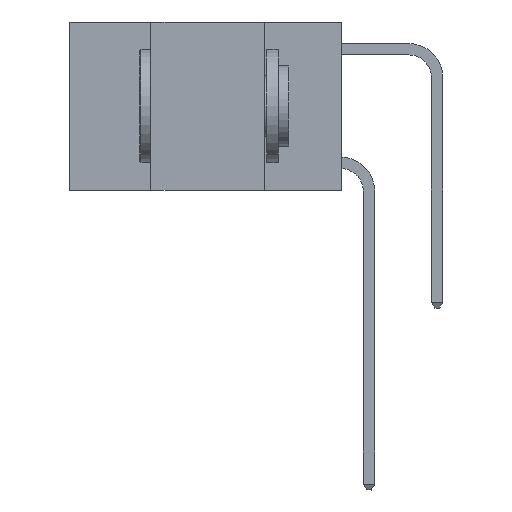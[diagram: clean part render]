
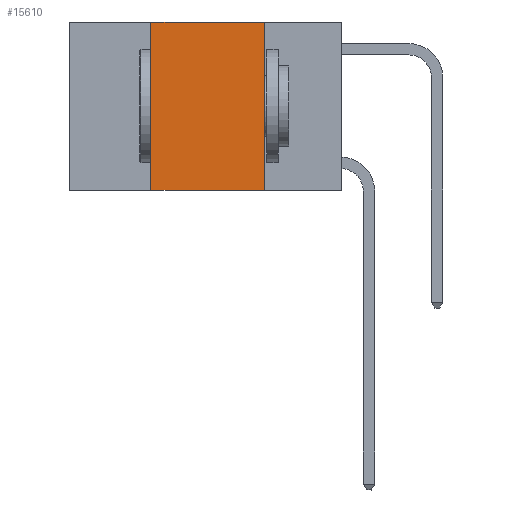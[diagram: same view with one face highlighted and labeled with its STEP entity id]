
A CAD part, left-side view. The second image highlights one B-rep face of the part: STEP entity #15610.
In plain terms, the highlighted planar face has unit normal (-1, 0, 0).
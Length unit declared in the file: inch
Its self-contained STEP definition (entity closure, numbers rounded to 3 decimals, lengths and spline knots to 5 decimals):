
#994 = VECTOR ( 'NONE', #25047, 39.37008 ) ;
#1740 = CARTESIAN_POINT ( 'NONE',  ( 0., 0.6, 0. ) ) ;
#2229 = EDGE_CURVE ( 'NONE', #31456, #26788, #6923, .T. ) ;
#3367 = CARTESIAN_POINT ( 'NONE',  ( 0., 0.42, -0.37 ) ) ;
#4410 = AXIS2_PLACEMENT_3D ( 'NONE', #1740, #6207, #23655 ) ;
#4431 = CARTESIAN_POINT ( 'NONE',  ( 0., 0.6, 0. ) ) ;
#5600 = CARTESIAN_POINT ( 'NONE',  ( 0., 0.6, -0.37 ) ) ;
#6207 = DIRECTION ( 'NONE',  ( 1., 0., 0. ) ) ;
#6384 = FACE_OUTER_BOUND ( 'NONE', #11032, .T. ) ;
#6923 = LINE ( 'NONE', #4431, #9965 ) ;
#8425 = VECTOR ( 'NONE', #17969, 39.37008 ) ;
#9965 = VECTOR ( 'NONE', #27136, 39.37008 ) ;
#11032 = EDGE_LOOP ( 'NONE', ( #14104, #11226, #19705, #31847 ) ) ;
#11188 = CARTESIAN_POINT ( 'NONE',  ( 0., 0.17, 0. ) ) ;
#11226 = ORIENTED_EDGE ( 'NONE', *, *, #2229, .F. ) ;
#11485 = PLANE ( 'NONE',  #4410 ) ;
#11771 = EDGE_CURVE ( 'NONE', #26788, #24983, #23344, .T. ) ;
#14104 = ORIENTED_EDGE ( 'NONE', *, *, #11771, .F. ) ;
#15436 = EDGE_CURVE ( 'NONE', #30028, #31456, #20530, .T. ) ;
#15610 = ADVANCED_FACE ( 'NONE', ( #6384 ), #11485, .F. ) ;
#17969 = DIRECTION ( 'NONE',  ( 0., -1., 0. ) ) ;
#18604 = LINE ( 'NONE', #5600, #8425 ) ;
#19705 = ORIENTED_EDGE ( 'NONE', *, *, #15436, .F. ) ;
#20530 = LINE ( 'NONE', #30725, #30093 ) ;
#23344 = LINE ( 'NONE', #11188, #994 ) ;
#23467 = CARTESIAN_POINT ( 'NONE',  ( 0., 0.42, 0. ) ) ;
#23655 = DIRECTION ( 'NONE',  ( 0., 0., -1. ) ) ;
#24983 = VERTEX_POINT ( 'NONE', #28580 ) ;
#25047 = DIRECTION ( 'NONE',  ( 0., 0., -1. ) ) ;
#25468 = DIRECTION ( 'NONE',  ( 0., 0., 1. ) ) ;
#25799 = EDGE_CURVE ( 'NONE', #30028, #24983, #18604, .T. ) ;
#26788 = VERTEX_POINT ( 'NONE', #31355 ) ;
#27136 = DIRECTION ( 'NONE',  ( 0., -1., 0. ) ) ;
#28580 = CARTESIAN_POINT ( 'NONE',  ( 0., 0.17, -0.37 ) ) ;
#30028 = VERTEX_POINT ( 'NONE', #3367 ) ;
#30093 = VECTOR ( 'NONE', #25468, 39.37008 ) ;
#30725 = CARTESIAN_POINT ( 'NONE',  ( 0., 0.42, 0. ) ) ;
#31355 = CARTESIAN_POINT ( 'NONE',  ( 0., 0.17, 0. ) ) ;
#31456 = VERTEX_POINT ( 'NONE', #23467 ) ;
#31847 = ORIENTED_EDGE ( 'NONE', *, *, #25799, .T. ) ;
